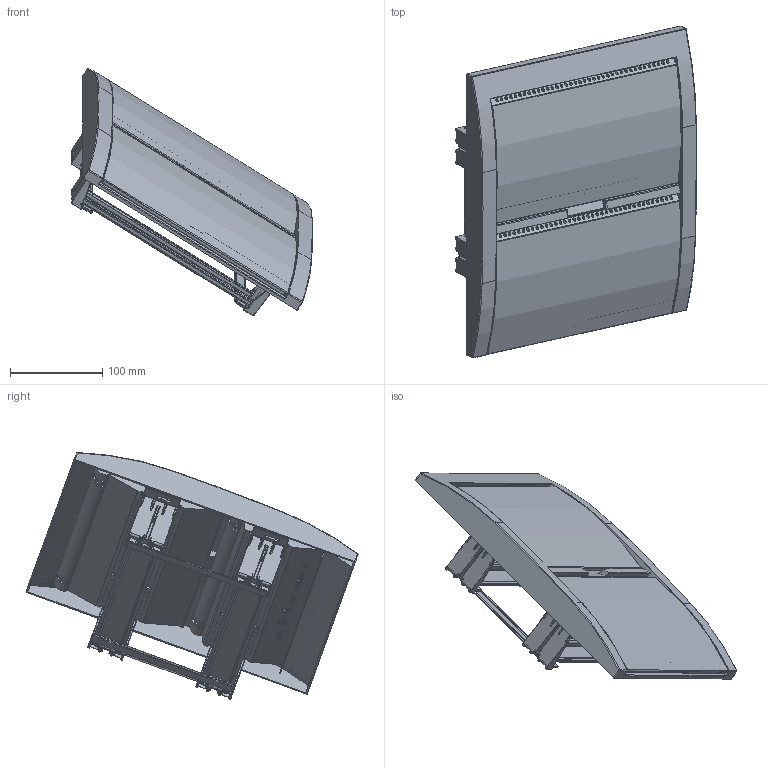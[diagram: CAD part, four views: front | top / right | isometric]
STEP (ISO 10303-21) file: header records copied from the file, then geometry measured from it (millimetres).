
FILE_DESCRIPTION(('CATIA V5 STEP Exchange'),'2;1');
FILE_NAME('53T24.stp','2024-02-16T15:36:24+00:00',('none'),('none'),'CATIA Version 5-6 Release 2016 SP6','CATIA V5 STEP AP203','none');
FILE_SCHEMA(('CONFIG_CONTROL_DESIGN'));
Length unit declared in the file: millimetre
Products named in the file (2): 53T24; AS2079
Assembly tree (12 placements, depth 3):
  53T24
    #57
    #31936  x2
    AS2079
      #40627  x4
      #56584  x2
      #63375  x2
Bounding box: 261.76 x 360.49 x 268.25 mm (x, y, z)
Volume: 426453.6 mm3; surface area: 506348.4 mm2
Topology: 11 solids, 11 shells, 3785 faces, 10184 edges, 6268 vertices
Faces by surface type: plane 1655, cylinder 1433, torus 308, sphere 136, bspline 128, extrusion 113, cone 8, revolution 4
Entity records: 64883 total; most frequent: CARTESIAN_POINT 19538, ORIENTED_EDGE 10538, DIRECTION 7142, EDGE_CURVE 5269, VERTEX_POINT 3342, VECTOR 3331, LINE 3236, AXIS2_PLACEMENT_3D 2489
